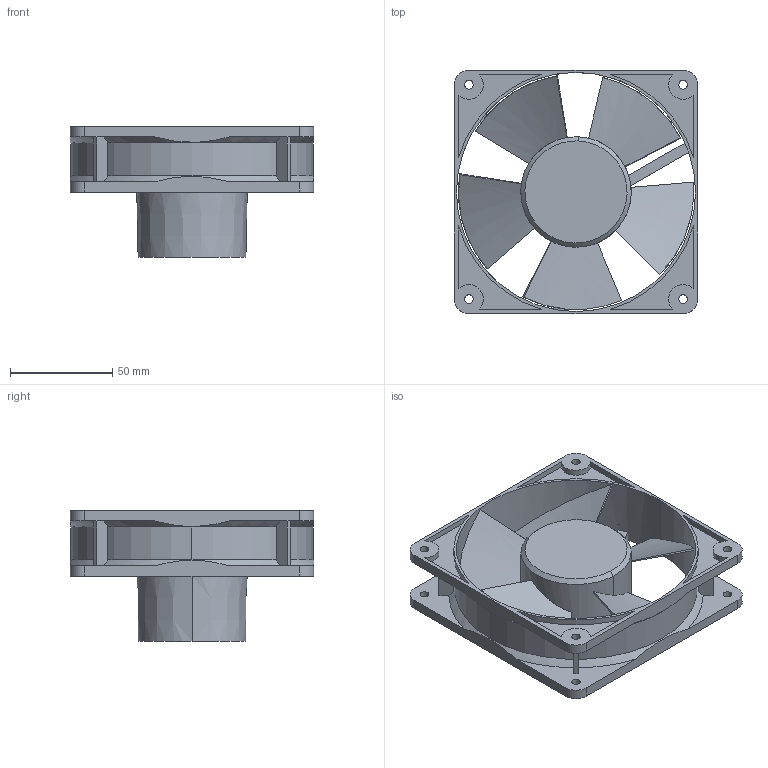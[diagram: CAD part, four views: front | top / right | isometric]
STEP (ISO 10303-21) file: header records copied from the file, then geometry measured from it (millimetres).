
FILE_DESCRIPTION (( 'STEP AP203' ), '1' );
FILE_NAME ('AC4300H_ebm-papst.step', '2014-11-21T13:51:32', ( '' ), ( '' ), 'SwSTEP 2.0', 'SolidWorks 2008', '' );
FILE_SCHEMA (( 'CONFIG_CONTROL_DESIGN' ));
Length unit declared in the file: millimetre
Products named in the file (3): Fan-House_AC4300H_ebm-papst_AC4300H_ebm-papst; Fan_AC4300H_ebm-papst_AC4300H_ebm-papst; AC4300H_ebm-papst
Assembly tree (2 placements, depth 2):
  AC4300H_ebm-papst
    Fan-House_AC4300H_ebm-papst_AC4300H_ebm-papst
    Fan_AC4300H_ebm-papst_AC4300H_ebm-papst
Bounding box: 119 x 119 x 64.05 mm (x, y, z)
Volume: 184732.1 mm3; surface area: 76084 mm2
Topology: 2 solids, 2 shells, 164 faces, 464 edges, 305 vertices
Faces by surface type: plane 82, cylinder 64, bspline 10, cone 8
Entity records: 6098 total; most frequent: CARTESIAN_POINT 1548, ORIENTED_EDGE 928, DIRECTION 857, EDGE_CURVE 464, AXIS2_PLACEMENT_3D 308, VERTEX_POINT 305, LINE 241, VECTOR 241
